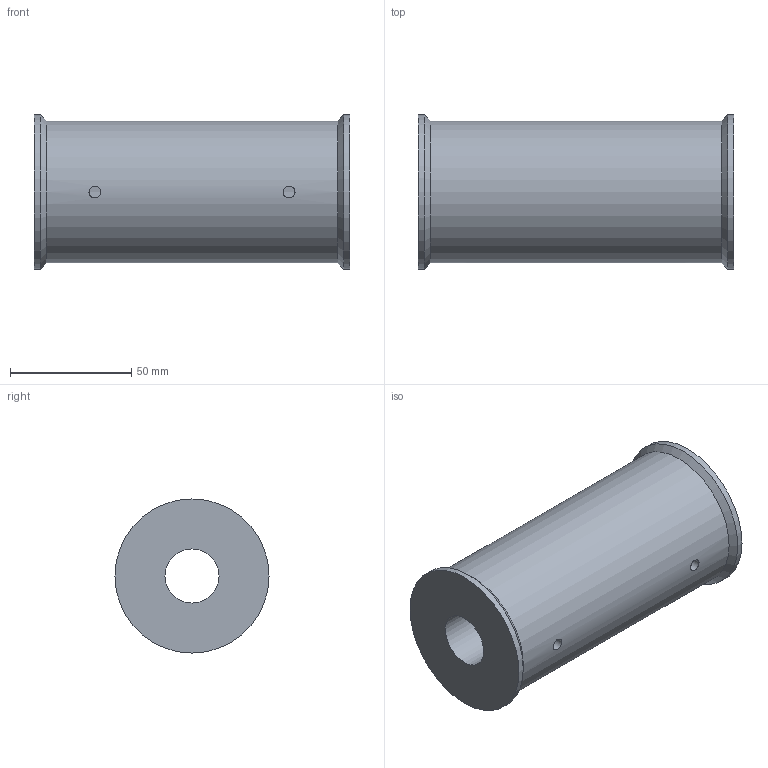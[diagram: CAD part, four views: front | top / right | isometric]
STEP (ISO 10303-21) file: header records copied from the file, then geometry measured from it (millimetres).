
FILE_DESCRIPTION(/* description */ ('Polia Recartilhada','CAx-IF Rec.Pracs.---Representation and Presentation of Product Manufacturing Information (PMI)---4.0---2014-10-13'),/* implementation_level */ '2;1');
FILE_NAME(/* name */ 'MD03-007-0808-0021.stp',/* time_stamp */ '2025-08-15T09:17:16-04:00',/* author */ ('wandr'),/* organization */ ('ELGIN'),/* preprocessor_version */ 'ST-DEVELOPER v20.1',/* originating_system */ 'Autodesk Inventor 2026',/* authorisation */ '');
FILE_SCHEMA (('AP242_MANAGED_MODEL_BASED_3D_ENGINEERING_MIM_LF { 1 0 10303 442 2 1 4 }'));
Length unit declared in the file: millimetre
Products named in the file (1): MD03-007-0808-0021
Bounding box: 130 x 63.5 x 63.5 mm (x, y, z)
Volume: 301531.5 mm3; surface area: 39552.3 mm2
Topology: 1 solids, 1 shells, 10 faces, 36 edges, 24 vertices
Faces by surface type: cylinder 6, cone 2, plane 2
Full cylindrical faces by diameter (mm): 4.917 x2, 22.3 x1, 58.5 x1, 63.5 x2
Entity records: 746 total; most frequent: CARTESIAN_POINT 253, DIRECTION 90, ORIENTED_EDGE 72, AXIS2_PLACEMENT_3D 39, EDGE_CURVE 36, VERTEX_POINT 24, STYLED_ITEM 17, CIRCLE 12
